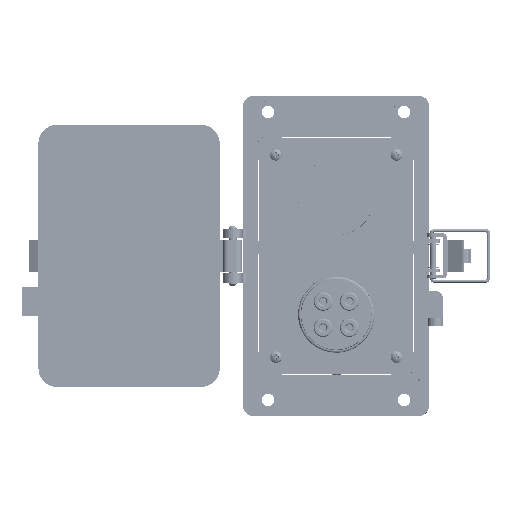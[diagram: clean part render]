
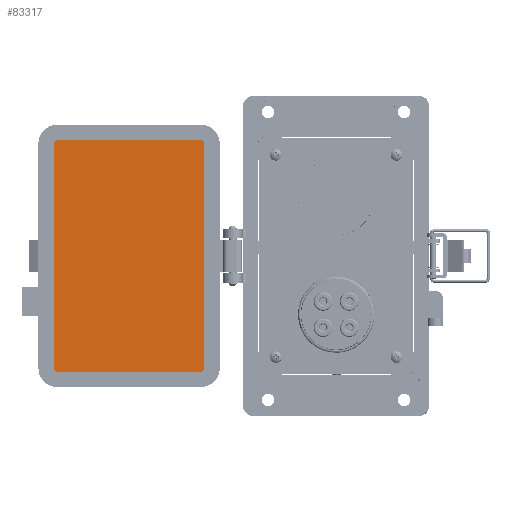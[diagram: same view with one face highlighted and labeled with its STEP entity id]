
A CAD part, top view. The second image highlights one B-rep face of the part: STEP entity #83317.
In plain terms, the highlighted planar face has unit normal (0, 0, 1).
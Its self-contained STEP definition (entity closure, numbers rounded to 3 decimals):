
#799 = CARTESIAN_POINT ( 'NONE',  ( 57.717, 143.334, 8.694 ) ) ;
#1635 = CIRCLE ( 'NONE', #97606, 1.785 ) ;
#4582 = EDGE_CURVE ( 'NONE', #89776, #32040, #142736, .T. ) ;
#6755 = DIRECTION ( 'NONE',  ( 0., -1., 0. ) ) ;
#10760 = CARTESIAN_POINT ( 'NONE',  ( -57.72, 67.765, 8.694 ) ) ;
#14292 = EDGE_CURVE ( 'NONE', #135610, #155575, #1635, .T. ) ;
#14371 = EDGE_CURVE ( 'NONE', #22453, #85853, #59248, .T. ) ;
#15500 = CARTESIAN_POINT ( 'NONE',  ( 59.502, 143.334, 8.694 ) ) ;
#16235 = VERTEX_POINT ( 'NONE', #33016 ) ;
#21800 = DIRECTION ( 'NONE',  ( 0., -1., 0. ) ) ;
#22453 = VERTEX_POINT ( 'NONE', #163076 ) ;
#23354 = ORIENTED_EDGE ( 'NONE', *, *, #26710, .F. ) ;
#26710 = EDGE_CURVE ( 'NONE', #85853, #135610, #112774, .T. ) ;
#26986 = CARTESIAN_POINT ( 'NONE',  ( -57.72, 145.119, 8.694 ) ) ;
#30933 = VECTOR ( 'NONE', #142247, 1000. ) ;
#32040 = VERTEX_POINT ( 'NONE', #70981 ) ;
#32308 = CIRCLE ( 'NONE', #128217, 1.785 ) ;
#32525 = CARTESIAN_POINT ( 'NONE',  ( -57.72, 143.334, 8.694 ) ) ;
#33016 = CARTESIAN_POINT ( 'NONE',  ( 57.717, 67.765, 8.694 ) ) ;
#33324 = DIRECTION ( 'NONE',  ( 0., -1., 0. ) ) ;
#33636 = FACE_OUTER_BOUND ( 'NONE', #146715, .T. ) ;
#35293 = DIRECTION ( 'NONE',  ( 0., -1., 0. ) ) ;
#36233 = CARTESIAN_POINT ( 'NONE',  ( -57.72, 67.765, 8.694 ) ) ;
#37548 = LINE ( 'NONE', #89869, #30933 ) ;
#43040 = VECTOR ( 'NONE', #116143, 1000. ) ;
#47510 = DIRECTION ( 'NONE',  ( 1., 0., 0. ) ) ;
#59248 = CIRCLE ( 'NONE', #155224, 1.785 ) ;
#63096 = DIRECTION ( 'NONE',  ( -1., 0., 0. ) ) ;
#63741 = CARTESIAN_POINT ( 'NONE',  ( 59.502, 69.55, 8.694 ) ) ;
#64808 = ORIENTED_EDGE ( 'NONE', *, *, #4582, .F. ) ;
#70981 = CARTESIAN_POINT ( 'NONE',  ( -59.505, 69.55, 8.694 ) ) ;
#75021 = ORIENTED_EDGE ( 'NONE', *, *, #128844, .F. ) ;
#83317 = ADVANCED_FACE ( 'NONE', ( #33636 ), #125452, .T. ) ;
#85853 = VERTEX_POINT ( 'NONE', #26986 ) ;
#86725 = ORIENTED_EDGE ( 'NONE', *, *, #136242, .F. ) ;
#87020 = CARTESIAN_POINT ( 'NONE',  ( 57.717, 69.55, 8.694 ) ) ;
#88087 = EDGE_CURVE ( 'NONE', #155575, #142392, #141876, .T. ) ;
#89776 = VERTEX_POINT ( 'NONE', #36233 ) ;
#89869 = CARTESIAN_POINT ( 'NONE',  ( -59.505, 143.334, 8.694 ) ) ;
#92696 = DIRECTION ( 'NONE',  ( 0., 0., -1. ) ) ;
#97606 = AXIS2_PLACEMENT_3D ( 'NONE', #799, #92696, #145033 ) ;
#97645 = CARTESIAN_POINT ( 'NONE',  ( 59.502, 69.55, 8.694 ) ) ;
#98543 = CARTESIAN_POINT ( 'NONE',  ( -57.72, 69.55, 8.694 ) ) ;
#100537 = CARTESIAN_POINT ( 'NONE',  ( -30.745, 145.119, 8.694 ) ) ;
#104979 = ORIENTED_EDGE ( 'NONE', *, *, #14292, .F. ) ;
#111277 = VECTOR ( 'NONE', #63096, 1000. ) ;
#111436 = ORIENTED_EDGE ( 'NONE', *, *, #14371, .F. ) ;
#112774 = LINE ( 'NONE', #165168, #143178 ) ;
#116143 = DIRECTION ( 'NONE',  ( 0., -1., 0. ) ) ;
#119298 = ORIENTED_EDGE ( 'NONE', *, *, #121097, .F. ) ;
#121097 = EDGE_CURVE ( 'NONE', #142392, #16235, #32308, .T. ) ;
#124342 = DIRECTION ( 'NONE',  ( 0., 0., -1. ) ) ;
#125452 = PLANE ( 'NONE',  #162373 ) ;
#128217 = AXIS2_PLACEMENT_3D ( 'NONE', #87020, #139423, #21800 ) ;
#128335 = LINE ( 'NONE', #10760, #111277 ) ;
#128844 = EDGE_CURVE ( 'NONE', #32040, #22453, #37548, .T. ) ;
#135610 = VERTEX_POINT ( 'NONE', #166563 ) ;
#136242 = EDGE_CURVE ( 'NONE', #16235, #89776, #128335, .T. ) ;
#139423 = DIRECTION ( 'NONE',  ( 0., 0., -1. ) ) ;
#141876 = LINE ( 'NONE', #63741, #43040 ) ;
#142247 = DIRECTION ( 'NONE',  ( 0., 1., 0. ) ) ;
#142392 = VERTEX_POINT ( 'NONE', #97645 ) ;
#142736 = CIRCLE ( 'NONE', #164712, 1.785 ) ;
#143178 = VECTOR ( 'NONE', #47510, 1000. ) ;
#145033 = DIRECTION ( 'NONE',  ( 0., -1., 0. ) ) ;
#146715 = EDGE_LOOP ( 'NONE', ( #111436, #75021, #64808, #86725, #119298, #159662, #104979, #23354 ) ) ;
#150940 = DIRECTION ( 'NONE',  ( 0., 0., -1. ) ) ;
#152924 = DIRECTION ( 'NONE',  ( 0., 0., 1. ) ) ;
#155224 = AXIS2_PLACEMENT_3D ( 'NONE', #32525, #124342, #6755 ) ;
#155575 = VERTEX_POINT ( 'NONE', #15500 ) ;
#159662 = ORIENTED_EDGE ( 'NONE', *, *, #88087, .F. ) ;
#162373 = AXIS2_PLACEMENT_3D ( 'NONE', #100537, #152924, #35293 ) ;
#163076 = CARTESIAN_POINT ( 'NONE',  ( -59.505, 143.334, 8.694 ) ) ;
#164712 = AXIS2_PLACEMENT_3D ( 'NONE', #98543, #150940, #33324 ) ;
#165168 = CARTESIAN_POINT ( 'NONE',  ( 57.717, 145.119, 8.694 ) ) ;
#166563 = CARTESIAN_POINT ( 'NONE',  ( 57.717, 145.119, 8.694 ) ) ;
